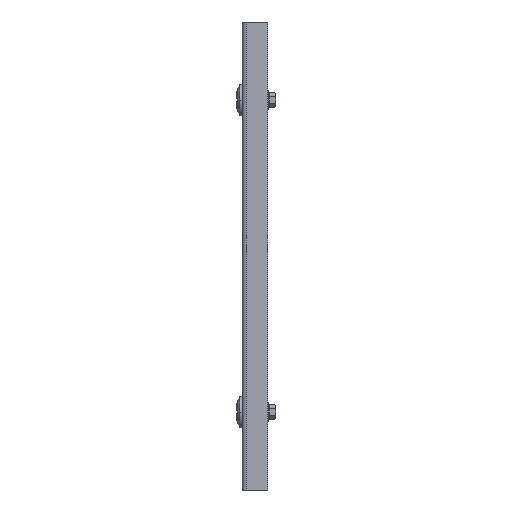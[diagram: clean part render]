
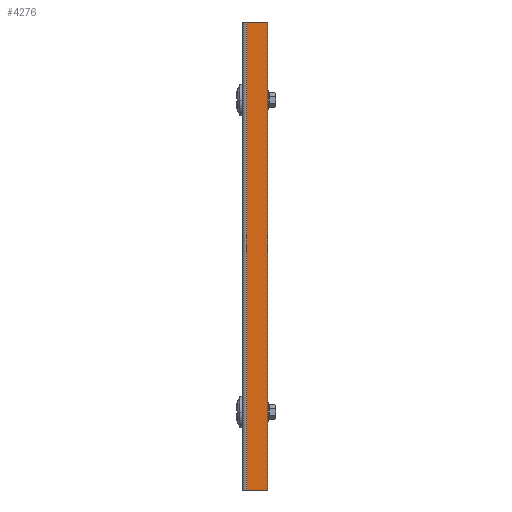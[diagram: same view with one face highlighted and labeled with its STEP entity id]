
A CAD part, left-side view. The second image highlights one B-rep face of the part: STEP entity #4276.
In plain terms, the highlighted planar face has unit normal (-1, 0, 0).
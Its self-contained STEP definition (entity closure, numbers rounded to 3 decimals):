
#10 = ORIENTED_EDGE ( 'NONE', *, *, #4310, .F. ) ;
#127 = VECTOR ( 'NONE', #991, 1000. ) ;
#152 = ORIENTED_EDGE ( 'NONE', *, *, #4270, .T. ) ;
#942 = PLANE ( 'NONE',  #4299 ) ;
#991 = DIRECTION ( 'NONE',  ( 0., 0., -1. ) ) ;
#1217 = VECTOR ( 'NONE', #5938, 1000. ) ;
#1447 = DIRECTION ( 'NONE',  ( 0., 0., -1. ) ) ;
#1686 = VERTEX_POINT ( 'NONE', #1803 ) ;
#1803 = CARTESIAN_POINT ( 'NONE',  ( -1.5, 0., 300. ) ) ;
#1921 = CARTESIAN_POINT ( 'NONE',  ( -1.5, 13.5, 300. ) ) ;
#1937 = DIRECTION ( 'NONE',  ( -1., 0., 0. ) ) ;
#2378 = CARTESIAN_POINT ( 'NONE',  ( -1.5, 0., 0. ) ) ;
#2395 = VECTOR ( 'NONE', #4379, 1000. ) ;
#2427 = LINE ( 'NONE', #2950, #1217 ) ;
#2664 = ORIENTED_EDGE ( 'NONE', *, *, #3065, .T. ) ;
#2893 = CARTESIAN_POINT ( 'NONE',  ( -1.5, 13.5, 300. ) ) ;
#2950 = CARTESIAN_POINT ( 'NONE',  ( -1.5, 0., 0. ) ) ;
#3065 = EDGE_CURVE ( 'NONE', #1686, #5057, #6341, .T. ) ;
#3074 = VERTEX_POINT ( 'NONE', #2378 ) ;
#3640 = EDGE_LOOP ( 'NONE', ( #5127, #10, #2664, #152 ) ) ;
#3969 = CARTESIAN_POINT ( 'NONE',  ( -1.5, 0., 300. ) ) ;
#4270 = EDGE_CURVE ( 'NONE', #5057, #6440, #5358, .T. ) ;
#4276 = ADVANCED_FACE ( 'NONE', ( #6377 ), #942, .T. ) ;
#4285 = EDGE_CURVE ( 'NONE', #3074, #6440, #2427, .T. ) ;
#4299 = AXIS2_PLACEMENT_3D ( 'NONE', #4917, #1937, #5407 ) ;
#4310 = EDGE_CURVE ( 'NONE', #1686, #3074, #5268, .T. ) ;
#4379 = DIRECTION ( 'NONE',  ( 0., 1., 0. ) ) ;
#4917 = CARTESIAN_POINT ( 'NONE',  ( -1.5, 0., 300. ) ) ;
#5057 = VERTEX_POINT ( 'NONE', #2893 ) ;
#5127 = ORIENTED_EDGE ( 'NONE', *, *, #4285, .F. ) ;
#5177 = VECTOR ( 'NONE', #1447, 1000. ) ;
#5268 = LINE ( 'NONE', #3969, #127 ) ;
#5358 = LINE ( 'NONE', #1921, #5177 ) ;
#5407 = DIRECTION ( 'NONE',  ( 0., 0., 1. ) ) ;
#5860 = CARTESIAN_POINT ( 'NONE',  ( -1.5, 0., 300. ) ) ;
#5938 = DIRECTION ( 'NONE',  ( 0., 1., 0. ) ) ;
#6341 = LINE ( 'NONE', #5860, #2395 ) ;
#6377 = FACE_OUTER_BOUND ( 'NONE', #3640, .T. ) ;
#6439 = CARTESIAN_POINT ( 'NONE',  ( -1.5, 13.5, 0. ) ) ;
#6440 = VERTEX_POINT ( 'NONE', #6439 ) ;
